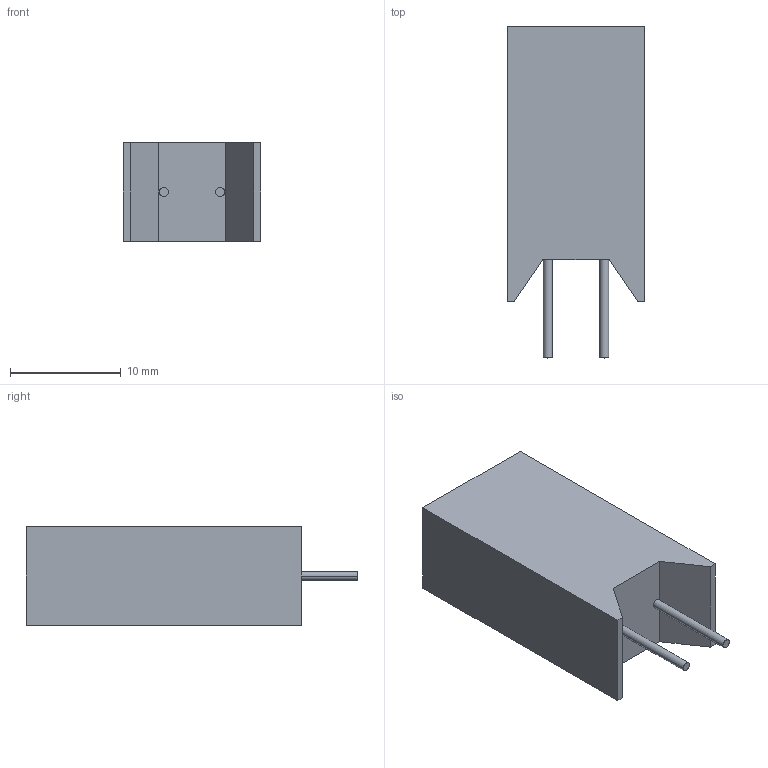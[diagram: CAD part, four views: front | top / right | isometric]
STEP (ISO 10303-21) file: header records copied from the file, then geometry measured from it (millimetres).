
FILE_DESCRIPTION((''),'2;1');
FILE_NAME('TWW5','2023-07-26T04:11:10',('Administrator'),(''),'CREO PARAMETRIC BY PTC INC, 2019030','CREO PARAMETRIC BY PTC INC, 2019030','');
FILE_SCHEMA(('AUTOMOTIVE_DESIGN { 1 0 10303 214 1 1 1 1 }'));
Length unit declared in the file: inch
Products named in the file (1): TWW5
Bounding box: 12.45 x 29.97 x 8.89 mm (x, y, z)
Volume: 2473 mm3; surface area: 1299.3 mm2
Topology: 1 solids, 1 shells, 16 faces, 38 edges, 28 vertices
Faces by surface type: plane 12, cylinder 4
Entity records: 657 total; most frequent: COLOUR_RGB 112, CARTESIAN_POINT 81, DIRECTION 80, ORIENTED_EDGE 72, EDGE_CURVE 36, VECTOR 30, LINE 30, AXIS2_PLACEMENT_3D 25
